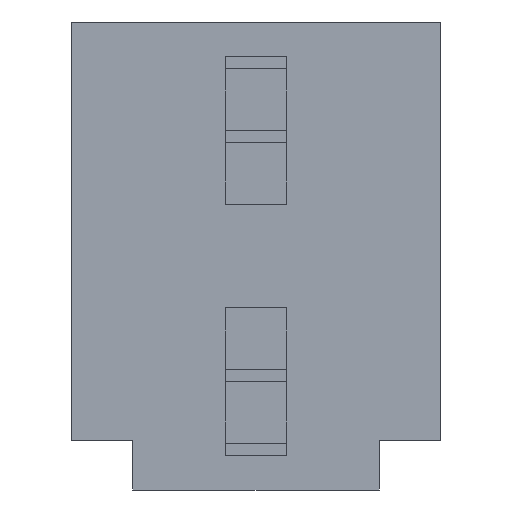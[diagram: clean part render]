
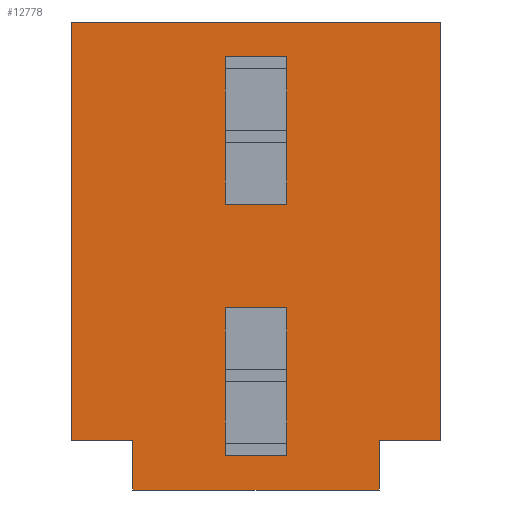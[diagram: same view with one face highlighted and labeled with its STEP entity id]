
A CAD part, front view. The second image highlights one B-rep face of the part: STEP entity #12778.
In plain terms, the highlighted planar face has unit normal (0, -1, 0).
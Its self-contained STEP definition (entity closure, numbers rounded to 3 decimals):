
#156 = VERTEX_POINT ( 'NONE', #2798 ) ;
#159 = VERTEX_POINT ( 'NONE', #2801 ) ;
#1068 = ORIENTED_EDGE ( 'NONE', *, *, #11387, .T. ) ;
#1069 = ORIENTED_EDGE ( 'NONE', *, *, #12736, .F. ) ;
#1070 = ORIENTED_EDGE ( 'NONE', *, *, #12712, .T. ) ;
#1077 = ORIENTED_EDGE ( 'NONE', *, *, #12724, .F. ) ;
#1078 = ORIENTED_EDGE ( 'NONE', *, *, #12741, .T. ) ;
#1079 = ORIENTED_EDGE ( 'NONE', *, *, #12723, .F. ) ;
#1080 = ORIENTED_EDGE ( 'NONE', *, *, #12742, .F. ) ;
#1085 = ORIENTED_EDGE ( 'NONE', *, *, #12730, .T. ) ;
#1087 = ORIENTED_EDGE ( 'NONE', *, *, #12731, .T. ) ;
#1088 = ORIENTED_EDGE ( 'NONE', *, *, #12714, .F. ) ;
#1089 = ORIENTED_EDGE ( 'NONE', *, *, #12729, .T. ) ;
#1090 = ORIENTED_EDGE ( 'NONE', *, *, #12715, .F. ) ;
#1094 = ORIENTED_EDGE ( 'NONE', *, *, #12737, .F. ) ;
#1099 = ORIENTED_EDGE ( 'NONE', *, *, #12743, .F. ) ;
#1100 = ORIENTED_EDGE ( 'NONE', *, *, #12727, .F. ) ;
#1101 = ORIENTED_EDGE ( 'NONE', *, *, #12728, .T. ) ;
#2267 = CARTESIAN_POINT ( 'NONE',  ( -1.5, 0., -1.5 ) ) ;
#2462 = LINE ( 'NONE', #2463, #9514 ) ;
#2463 = CARTESIAN_POINT ( 'NONE',  ( 0.25, 0., 1.27 ) ) ;
#2464 = DIRECTION ( 'NONE',  ( 0., 0., -1. ) ) ;
#2798 = CARTESIAN_POINT ( 'NONE',  ( 0.25, 0., 0.42 ) ) ;
#2801 = CARTESIAN_POINT ( 'NONE',  ( -1.5, 0., 1.9 ) ) ;
#4172 = LINE ( 'NONE', #4173, #5536 ) ;
#4173 = CARTESIAN_POINT ( 'NONE',  ( 0.25, 0., -0.42 ) ) ;
#4174 = DIRECTION ( 'NONE',  ( -1., 0., 0. ) ) ;
#4175 = LINE ( 'NONE', #4176, #5537 ) ;
#4176 = CARTESIAN_POINT ( 'NONE',  ( 0.25, 0., -1.27 ) ) ;
#4177 = DIRECTION ( 'NONE',  ( 0., 0., 1. ) ) ;
#4199 = LINE ( 'NONE', #4200, #5545 ) ;
#4200 = CARTESIAN_POINT ( 'NONE',  ( 1.5, 0., -1.5 ) ) ;
#4201 = DIRECTION ( 'NONE',  ( -1., 0., 0. ) ) ;
#4202 = LINE ( 'NONE', #4203, #5546 ) ;
#4203 = CARTESIAN_POINT ( 'NONE',  ( -1.5, 0., 0.011 ) ) ;
#4204 = DIRECTION ( 'NONE',  ( 0., 0., 1. ) ) ;
#4211 = LINE ( 'NONE', #4212, #5549 ) ;
#4212 = CARTESIAN_POINT ( 'NONE',  ( 1.5, 0., -1.5 ) ) ;
#4213 = DIRECTION ( 'NONE',  ( -1., 0., 0. ) ) ;
#4214 = LINE ( 'NONE', #4215, #5550 ) ;
#4215 = CARTESIAN_POINT ( 'NONE',  ( 1.5, 0., 0.011 ) ) ;
#4216 = DIRECTION ( 'NONE',  ( 0., 0., 1. ) ) ;
#4217 = LINE ( 'NONE', #4218, #5551 ) ;
#4218 = CARTESIAN_POINT ( 'NONE',  ( -0.25, 0., -1.27 ) ) ;
#4219 = DIRECTION ( 'NONE',  ( 0., 0., 1. ) ) ;
#4220 = LINE ( 'NONE', #4221, #5552 ) ;
#4221 = CARTESIAN_POINT ( 'NONE',  ( 1.5, 0., 1.9 ) ) ;
#4222 = DIRECTION ( 'NONE',  ( -1., 0., 0. ) ) ;
#4223 = LINE ( 'NONE', #4224, #5553 ) ;
#4224 = CARTESIAN_POINT ( 'NONE',  ( 0.25, 0., -1.27 ) ) ;
#4225 = DIRECTION ( 'NONE',  ( -1., 0., 0. ) ) ;
#4238 = LINE ( 'NONE', #4239, #5558 ) ;
#4239 = CARTESIAN_POINT ( 'NONE',  ( -0.25, 0., 1.27 ) ) ;
#4240 = DIRECTION ( 'NONE',  ( 0., 0., -1. ) ) ;
#4241 = LINE ( 'NONE', #4242, #5559 ) ;
#4242 = CARTESIAN_POINT ( 'NONE',  ( 0.25, 0., 1.27 ) ) ;
#4243 = DIRECTION ( 'NONE',  ( -1., 0., 0. ) ) ;
#4253 = LINE ( 'NONE', #4254, #5563 ) ;
#4254 = CARTESIAN_POINT ( 'NONE',  ( -1., 0., -1.5 ) ) ;
#4255 = DIRECTION ( 'NONE',  ( 0., 0., -1. ) ) ;
#4256 = LINE ( 'NONE', #4257, #5564 ) ;
#4257 = CARTESIAN_POINT ( 'NONE',  ( 1., 0., -1.9 ) ) ;
#4258 = DIRECTION ( 'NONE',  ( -1., 0., 0. ) ) ;
#4259 = LINE ( 'NONE', #4260, #5565 ) ;
#4260 = CARTESIAN_POINT ( 'NONE',  ( 1., 0., -1.5 ) ) ;
#4261 = DIRECTION ( 'NONE',  ( 0., 0., -1. ) ) ;
#4395 = PLANE ( 'NONE',  #9350 ) ;
#4420 = CARTESIAN_POINT ( 'NONE',  ( 1.5, 0., 0.011 ) ) ;
#4421 = DIRECTION ( 'NONE',  ( 0., -1., 0. ) ) ;
#4422 = DIRECTION ( 'NONE',  ( 0., 0., -1. ) ) ;
#5534 = VECTOR ( 'NONE', #8482, 1000. ) ;
#5536 = VECTOR ( 'NONE', #4174, 1000. ) ;
#5537 = VECTOR ( 'NONE', #4177, 1000. ) ;
#5545 = VECTOR ( 'NONE', #4201, 1000. ) ;
#5546 = VECTOR ( 'NONE', #4204, 1000. ) ;
#5549 = VECTOR ( 'NONE', #4213, 1000. ) ;
#5550 = VECTOR ( 'NONE', #4216, 1000. ) ;
#5551 = VECTOR ( 'NONE', #4219, 1000. ) ;
#5552 = VECTOR ( 'NONE', #4222, 1000. ) ;
#5553 = VECTOR ( 'NONE', #4225, 1000. ) ;
#5558 = VECTOR ( 'NONE', #4240, 1000. ) ;
#5559 = VECTOR ( 'NONE', #4243, 1000. ) ;
#5563 = VECTOR ( 'NONE', #4255, 1000. ) ;
#5564 = VECTOR ( 'NONE', #4258, 1000. ) ;
#5565 = VECTOR ( 'NONE', #4261, 1000. ) ;
#5791 = EDGE_LOOP ( 'NONE', ( #1068, #1070, #1069, #1094 ) ) ;
#5792 = EDGE_LOOP ( 'NONE', ( #1087, #1089, #1088, #1090 ) ) ;
#5793 = EDGE_LOOP ( 'NONE', ( #1077, #1079, #1078, #1080, #1099, #1100, #1101, #1085 ) ) ;
#6090 = VERTEX_POINT ( 'NONE', #15535 ) ;
#6097 = VERTEX_POINT ( 'NONE', #15548 ) ;
#6099 = VERTEX_POINT ( 'NONE', #15552 ) ;
#6102 = VERTEX_POINT ( 'NONE', #15557 ) ;
#6118 = VERTEX_POINT ( 'NONE', #15587 ) ;
#6122 = VERTEX_POINT ( 'NONE', #15595 ) ;
#6125 = VERTEX_POINT ( 'NONE', #15600 ) ;
#6127 = VERTEX_POINT ( 'NONE', #15604 ) ;
#6131 = VERTEX_POINT ( 'NONE', #15612 ) ;
#6132 = VERTEX_POINT ( 'NONE', #15613 ) ;
#6141 = VERTEX_POINT ( 'NONE', #15630 ) ;
#6225 = VERTEX_POINT ( 'NONE', #15884 ) ;
#6590 = VERTEX_POINT ( 'NONE', #16348 ) ;
#7271 = VERTEX_POINT ( 'NONE', #2267 ) ;
#8480 = LINE ( 'NONE', #8481, #5534 ) ;
#8481 = CARTESIAN_POINT ( 'NONE',  ( 0.25, 0., 0.42 ) ) ;
#8482 = DIRECTION ( 'NONE',  ( -1., 0., 0. ) ) ;
#9335 = FACE_OUTER_BOUND ( 'NONE', #5793, .T. ) ;
#9347 = FACE_BOUND ( 'NONE', #5792, .T. ) ;
#9348 = FACE_BOUND ( 'NONE', #5791, .T. ) ;
#9350 = AXIS2_PLACEMENT_3D ( 'NONE', #4420, #4421, #4422 ) ;
#9514 = VECTOR ( 'NONE', #2464, 1000. ) ;
#11387 = EDGE_CURVE ( 'NONE', #6590, #156, #2462, .T. ) ;
#12712 = EDGE_CURVE ( 'NONE', #156, #6131, #8480, .T. ) ;
#12714 = EDGE_CURVE ( 'NONE', #6125, #6102, #4172, .T. ) ;
#12715 = EDGE_CURVE ( 'NONE', #6118, #6125, #4175, .T. ) ;
#12723 = EDGE_CURVE ( 'NONE', #6127, #7271, #4199, .T. ) ;
#12724 = EDGE_CURVE ( 'NONE', #7271, #159, #4202, .T. ) ;
#12727 = EDGE_CURVE ( 'NONE', #6099, #6141, #4211, .T. ) ;
#12728 = EDGE_CURVE ( 'NONE', #6099, #6090, #4214, .T. ) ;
#12729 = EDGE_CURVE ( 'NONE', #6097, #6102, #4217, .T. ) ;
#12730 = EDGE_CURVE ( 'NONE', #6090, #159, #4220, .T. ) ;
#12731 = EDGE_CURVE ( 'NONE', #6118, #6097, #4223, .T. ) ;
#12736 = EDGE_CURVE ( 'NONE', #6132, #6131, #4238, .T. ) ;
#12737 = EDGE_CURVE ( 'NONE', #6590, #6132, #4241, .T. ) ;
#12741 = EDGE_CURVE ( 'NONE', #6127, #6225, #4253, .T. ) ;
#12742 = EDGE_CURVE ( 'NONE', #6122, #6225, #4256, .T. ) ;
#12743 = EDGE_CURVE ( 'NONE', #6141, #6122, #4259, .T. ) ;
#12778 = ADVANCED_FACE ( 'NONE', ( #9335, #9347, #9348 ), #4395, .T. ) ;
#15535 = CARTESIAN_POINT ( 'NONE',  ( 1.5, 0., 1.9 ) ) ;
#15548 = CARTESIAN_POINT ( 'NONE',  ( -0.25, 0., -1.27 ) ) ;
#15552 = CARTESIAN_POINT ( 'NONE',  ( 1.5, 0., -1.5 ) ) ;
#15557 = CARTESIAN_POINT ( 'NONE',  ( -0.25, 0., -0.42 ) ) ;
#15587 = CARTESIAN_POINT ( 'NONE',  ( 0.25, 0., -1.27 ) ) ;
#15595 = CARTESIAN_POINT ( 'NONE',  ( 1., 0., -1.9 ) ) ;
#15600 = CARTESIAN_POINT ( 'NONE',  ( 0.25, 0., -0.42 ) ) ;
#15604 = CARTESIAN_POINT ( 'NONE',  ( -1., 0., -1.5 ) ) ;
#15612 = CARTESIAN_POINT ( 'NONE',  ( -0.25, 0., 0.42 ) ) ;
#15613 = CARTESIAN_POINT ( 'NONE',  ( -0.25, 0., 1.27 ) ) ;
#15630 = CARTESIAN_POINT ( 'NONE',  ( 1., 0., -1.5 ) ) ;
#15884 = CARTESIAN_POINT ( 'NONE',  ( -1., 0., -1.9 ) ) ;
#16348 = CARTESIAN_POINT ( 'NONE',  ( 0.25, 0., 1.27 ) ) ;
